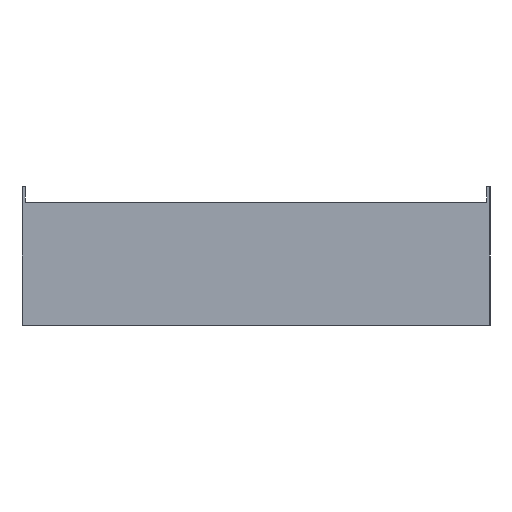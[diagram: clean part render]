
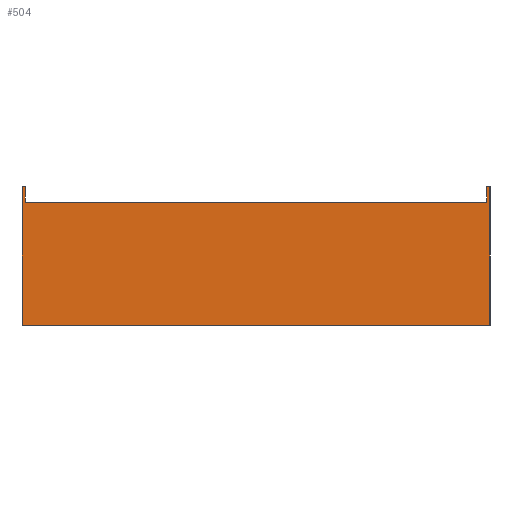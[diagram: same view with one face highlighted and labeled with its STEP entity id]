
A CAD part, left-side view. The second image highlights one B-rep face of the part: STEP entity #504.
In plain terms, the highlighted planar face has unit normal (-1, 0, 0).
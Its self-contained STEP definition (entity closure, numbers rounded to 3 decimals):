
#20=FACE_OUTER_BOUND('',#46,.T.);
#46=EDGE_LOOP('',(#355,#356,#357,#358,#359,#360,#361,#362));
#72=LINE('',#702,#144);
#75=LINE('',#708,#147);
#80=LINE('',#717,#152);
#82=LINE('',#722,#154);
#87=LINE('',#731,#159);
#88=LINE('',#733,#160);
#89=LINE('',#735,#161);
#90=LINE('',#736,#162);
#144=VECTOR('',#573,10.);
#147=VECTOR('',#578,10.);
#152=VECTOR('',#585,10.);
#154=VECTOR('',#589,10.);
#159=VECTOR('',#596,10.);
#160=VECTOR('',#597,10.);
#161=VECTOR('',#598,10.);
#162=VECTOR('',#599,10.);
#216=VERTEX_POINT('',#699);
#217=VERTEX_POINT('',#701);
#219=VERTEX_POINT('',#707);
#222=VERTEX_POINT('',#714);
#224=VERTEX_POINT('',#721);
#227=VERTEX_POINT('',#730);
#228=VERTEX_POINT('',#732);
#229=VERTEX_POINT('',#734);
#264=EDGE_CURVE('',#216,#217,#72,.T.);
#267=EDGE_CURVE('',#217,#219,#75,.T.);
#272=EDGE_CURVE('',#219,#222,#80,.T.);
#274=EDGE_CURVE('',#224,#222,#82,.T.);
#279=EDGE_CURVE('',#227,#224,#87,.T.);
#280=EDGE_CURVE('',#228,#216,#88,.T.);
#281=EDGE_CURVE('',#229,#228,#89,.T.);
#282=EDGE_CURVE('',#229,#227,#90,.T.);
#355=ORIENTED_EDGE('',*,*,#279,.T.);
#356=ORIENTED_EDGE('',*,*,#274,.T.);
#357=ORIENTED_EDGE('',*,*,#272,.F.);
#358=ORIENTED_EDGE('',*,*,#267,.F.);
#359=ORIENTED_EDGE('',*,*,#264,.F.);
#360=ORIENTED_EDGE('',*,*,#280,.F.);
#361=ORIENTED_EDGE('',*,*,#281,.F.);
#362=ORIENTED_EDGE('',*,*,#282,.T.);
#479=PLANE('',#543);
#504=ADVANCED_FACE('',(#20),#479,.T.);
#543=AXIS2_PLACEMENT_3D('',#729,#594,#595);
#573=DIRECTION('',(0.,0.,1.));
#578=DIRECTION('',(0.,-1.,0.));
#585=DIRECTION('',(0.,0.,-1.));
#589=DIRECTION('',(0.,-1.,0.));
#594=DIRECTION('center_axis',(-1.,0.,0.));
#595=DIRECTION('ref_axis',(0.,0.,1.));
#596=DIRECTION('',(0.,0.,-1.));
#597=DIRECTION('',(0.,-1.,0.));
#598=DIRECTION('',(0.,0.,-1.));
#599=DIRECTION('',(0.,1.,0.));
#699=CARTESIAN_POINT('',(-101.,-75.,40.));
#701=CARTESIAN_POINT('',(-101.,-75.,45.));
#702=CARTESIAN_POINT('',(-101.,-75.,11.25));
#707=CARTESIAN_POINT('',(-101.,-76.,45.));
#708=CARTESIAN_POINT('',(-101.,-75.,45.));
#714=CARTESIAN_POINT('',(-101.,-76.,0.));
#717=CARTESIAN_POINT('',(-101.,-76.,45.));
#721=CARTESIAN_POINT('',(-101.,76.,0.));
#722=CARTESIAN_POINT('',(-101.,76.,0.));
#729=CARTESIAN_POINT('Origin',(-101.,75.,40.));
#730=CARTESIAN_POINT('',(-101.,76.,45.));
#731=CARTESIAN_POINT('',(-101.,76.,45.));
#732=CARTESIAN_POINT('',(-101.,75.,40.));
#733=CARTESIAN_POINT('',(-101.,75.,40.));
#734=CARTESIAN_POINT('',(-101.,75.,45.));
#735=CARTESIAN_POINT('',(-101.,75.,45.));
#736=CARTESIAN_POINT('',(-101.,75.,45.));
